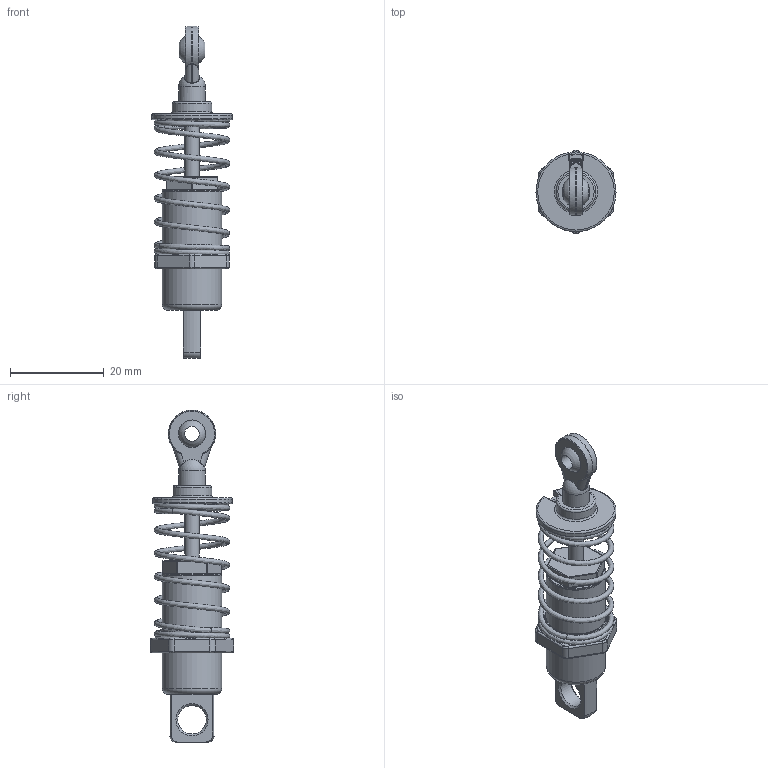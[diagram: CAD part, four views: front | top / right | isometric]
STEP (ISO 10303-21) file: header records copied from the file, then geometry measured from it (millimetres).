
FILE_DESCRIPTION((''),'2;1');
FILE_NAME('1.3 Shock.stp','2011-01-09T16:28:08',('Kevin'),(''),'Autodesk Inventor 2012','Autodesk Inventor 2012','');
FILE_SCHEMA(('AUTOMOTIVE_DESIGN { 1 0 10303 214 1 1 1 1 }'));
Length unit declared in the file: inch
Products named in the file (16): 1.3 Shock; Shock Body 1.3 Length; Shock Cartridge; O-Ring; Shock Cartridge Spacer; Shock Cartridge Cover; Shock Spring Adjustment Nut; Shock Shaft; Piston; Ball End; .25 Ball; Spring Cup; Spring; DIN 6799 2.3
Assembly tree (17 placements, depth 3):
  1.3 Shock
    Shock Body 1.3 Length
    Shock Cartridge
      Shock Cartridge
      O-Ring  x2
      Shock Cartridge Spacer
      Shock Cartridge Cover
    Shock Spring Adjustment Nut
    Shock Shaft
    Piston
    Ball End
      Ball End
      .25 Ball
    Spring Cup
    Spring
    DIN 6799 2.3  x2
Bounding box: 17.14 x 17.94 x 71 mm (x, y, z)
Volume: 3997.9 mm3; surface area: 7777 mm2
Topology: 15 solids, 15 shells, 392 faces, 877 edges, 519 vertices
Faces by surface type: cylinder 130, bspline 93, plane 79, torus 58, sphere 19, cone 13
Full cylindrical faces by diameter (mm): 1.092 x3, 2.156 x1, 2.381 x2, 2.845 x1, 3.175 x5, 3.302 x1, 3.429 x2, 5.715 x1, 6.096 x1, 6.35 x2, 8.255 x1, 9.525 x2, 10.414 x1, 10.922 x3, 12.7 x3, 13.335 x1
Entity records: 14832 total; most frequent: CARTESIAN_POINT 6793, DIRECTION 1572, ORIENTED_EDGE 1484, EDGE_CURVE 742, AXIS2_PLACEMENT_3D 702, VERTEX_POINT 471, EDGE_LOOP 465, CIRCLE 391
